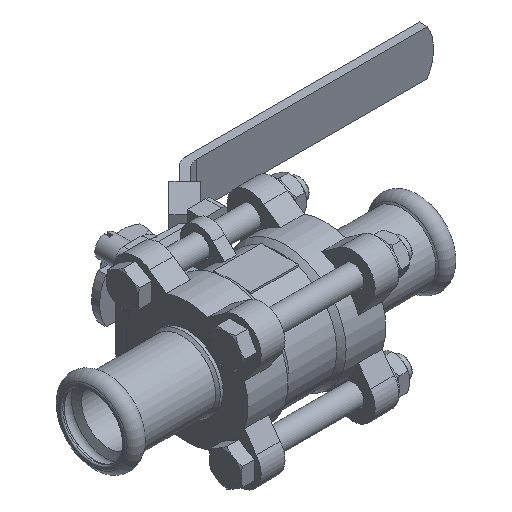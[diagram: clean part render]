
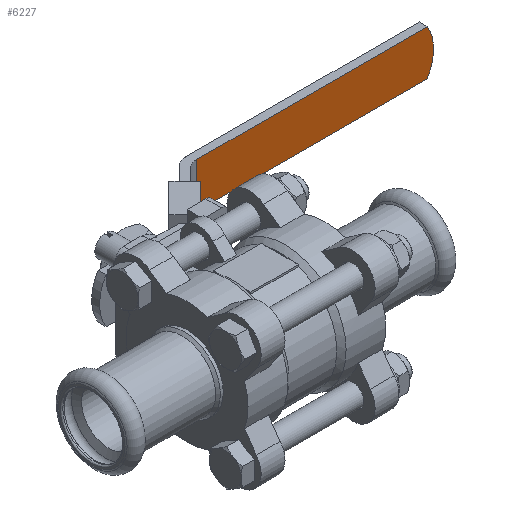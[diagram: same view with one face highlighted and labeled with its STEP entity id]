
A CAD part, isometric view. The second image highlights one B-rep face of the part: STEP entity #6227.
In plain terms, the highlighted planar face has unit normal (0, -1, 0).
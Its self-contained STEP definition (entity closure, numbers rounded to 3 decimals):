
#482=LINE('',#9735,#899);
#486=LINE('',#9747,#903);
#487=LINE('',#9749,#904);
#899=VECTOR('',#7807,1000.);
#903=VECTOR('',#7817,1000.);
#904=VECTOR('',#7818,1000.);
#1193=PLANE('',#6737);
#1835=ORIENTED_EDGE('',*,*,#3456,.F.);
#1836=ORIENTED_EDGE('',*,*,#3475,.F.);
#1837=ORIENTED_EDGE('',*,*,#3476,.F.);
#1838=ORIENTED_EDGE('',*,*,#3469,.T.);
#3456=EDGE_CURVE('',#4297,#4298,#4779,.T.);
#3469=EDGE_CURVE('',#4310,#4298,#482,.T.);
#3475=EDGE_CURVE('',#4315,#4297,#486,.T.);
#3476=EDGE_CURVE('',#4310,#4315,#487,.T.);
#4297=VERTEX_POINT('',#9707);
#4298=VERTEX_POINT('',#9708);
#4310=VERTEX_POINT('',#9736);
#4315=VERTEX_POINT('',#9748);
#4779=CIRCLE('',#6730,16.);
#5109=EDGE_LOOP('',(#1835,#1836,#1837,#1838));
#5626=FACE_BOUND('',#5109,.T.);
#6227=ADVANCED_FACE('',(#5626),#1193,.T.);
#6730=AXIS2_PLACEMENT_3D('',#9706,#7786,#7787);
#6737=AXIS2_PLACEMENT_3D('',#9746,#7815,#7816);
#7786=DIRECTION('',(0.,1.,0.));
#7787=DIRECTION('',(1.,0.,0.));
#7807=DIRECTION('',(1.,0.,0.));
#7815=DIRECTION('',(0.,-1.,0.));
#7816=DIRECTION('',(1.,0.,0.));
#7817=DIRECTION('',(1.,0.,0.));
#7818=DIRECTION('',(0.,0.,1.));
#9706=CARTESIAN_POINT('',(110.,58.996,0.));
#9707=CARTESIAN_POINT('',(123.555,58.996,8.5));
#9708=CARTESIAN_POINT('',(123.555,58.996,-8.5));
#9735=CARTESIAN_POINT('',(36.728,58.996,-8.5));
#9736=CARTESIAN_POINT('',(36.728,58.996,-8.5));
#9746=CARTESIAN_POINT('',(36.728,58.996,-8.5));
#9747=CARTESIAN_POINT('',(36.728,58.996,8.5));
#9748=CARTESIAN_POINT('',(36.728,58.996,8.5));
#9749=CARTESIAN_POINT('',(36.728,58.996,-8.5));
